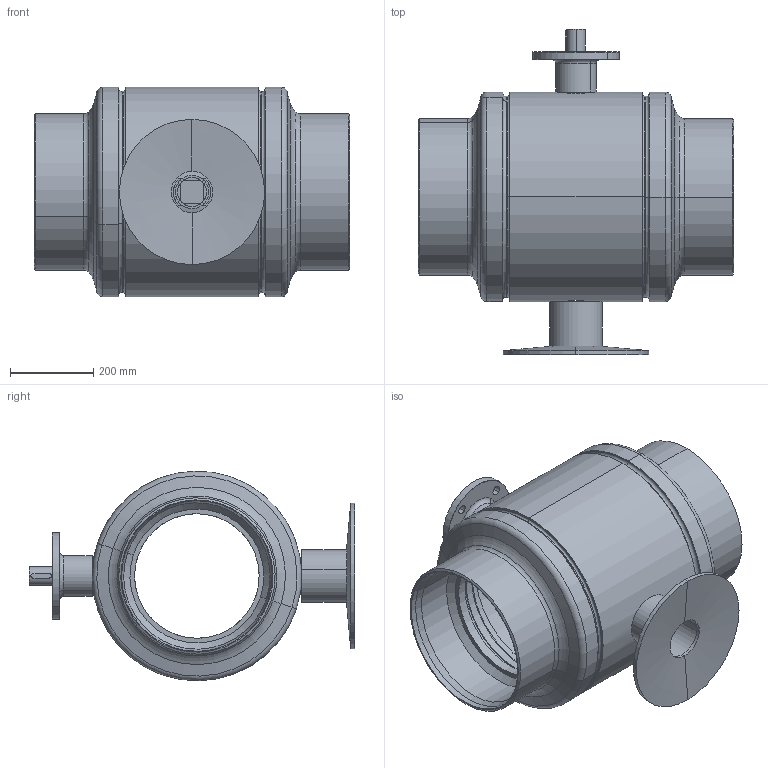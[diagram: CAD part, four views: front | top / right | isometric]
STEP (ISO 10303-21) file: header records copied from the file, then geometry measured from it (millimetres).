
FILE_DESCRIPTION (( 'STEP AP214' ), '1' );
FILE_NAME ('DN350Çò·§PN25.STEP', '2023-10-08T06:15:45', ( '' ), ( '' ), 'SwSTEP 2.0', 'SolidWorks 2019', '' );
FILE_SCHEMA (( 'AUTOMOTIVE_DESIGN' ));
Length unit declared in the file: millimetre
Products named in the file (8): Q61F-350-3概裝; 350瑩; DN350-概极; Q61F-350-7粣杶珨; DN350球阀PN25; 350晚概极; 盓殤埴攫350; 350埴攫盓殤奪
Assembly tree (8 placements, depth 2):
  DN350球阀PN25
    DN350-概极
    350晚概极  x2
    Q61F-350-7粣杶珨
    Q61F-350-3概裝
    350埴攫盓殤奪
    盓殤埴攫350
    350瑩
Bounding box: 760 x 784.58 x 505 mm (x, y, z)
Volume: 30023897 mm3; surface area: 3003243.2 mm2
Topology: 8 solids, 8 shells, 339 faces, 711 edges, 446 vertices
Faces by surface type: cylinder 175, plane 94, cone 44, torus 26
Entity records: 7399 total; most frequent: CARTESIAN_POINT 1627, DIRECTION 1243, ORIENTED_EDGE 986, AXIS2_PLACEMENT_3D 528, EDGE_CURVE 493, VERTEX_POINT 310, CIRCLE 287, EDGE_LOOP 285
